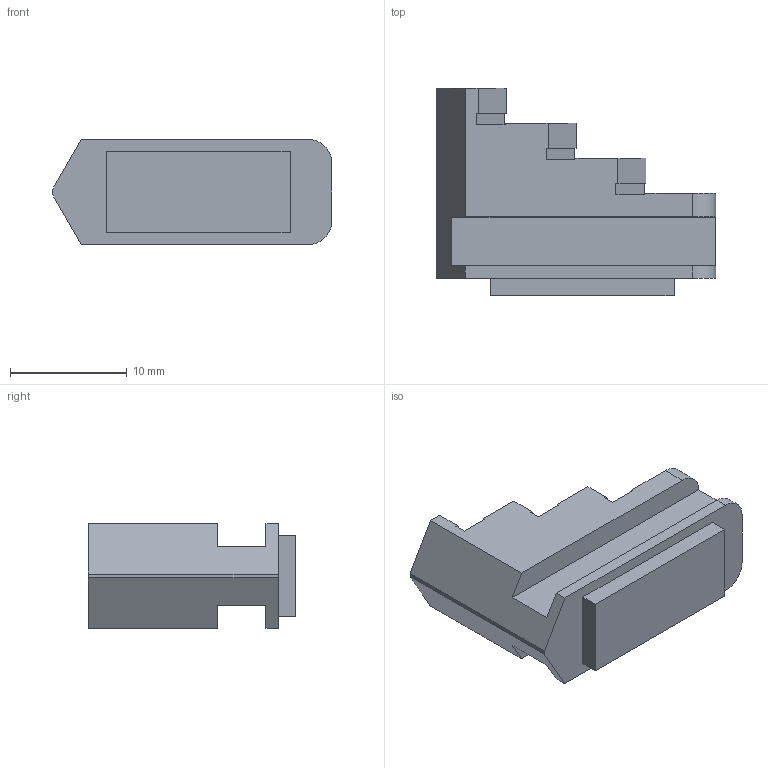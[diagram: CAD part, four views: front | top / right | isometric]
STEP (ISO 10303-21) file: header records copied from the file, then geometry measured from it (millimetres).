
FILE_DESCRIPTION(/* description */ ('Spannbacken'),/* implementation_level */ '2;1');
FILE_NAME(/* name */ 'DBF63_00-12 Spannbacken.stp',/* time_stamp */ '2023-07-02T22:36:54+02:00',/* author */ ('MKoch'),/* organization */ (''),/* preprocessor_version */ 'ST-DEVELOPER v15.2',/* originating_system */ 'Autodesk Inventor 2014',/* authorisation */ '');
FILE_SCHEMA (('CONFIG_CONTROL_DESIGN'));
Length unit declared in the file: millimetre
Products named in the file (1): DBF63_00-12 Spannbacken
Bounding box: 24 x 17.8 x 9 mm (x, y, z)
Volume: 2057.4 mm3; surface area: 1400.4 mm2
Topology: 1 solids, 1 shells, 61 faces, 170 edges, 112 vertices
Faces by surface type: plane 57, cylinder 4
Entity records: 2012 total; most frequent: CARTESIAN_POINT 344, ORIENTED_EDGE 340, DIRECTION 302, EDGE_CURVE 170, LINE 162, VECTOR 162, VERTEX_POINT 112, AXIS2_PLACEMENT_3D 70
